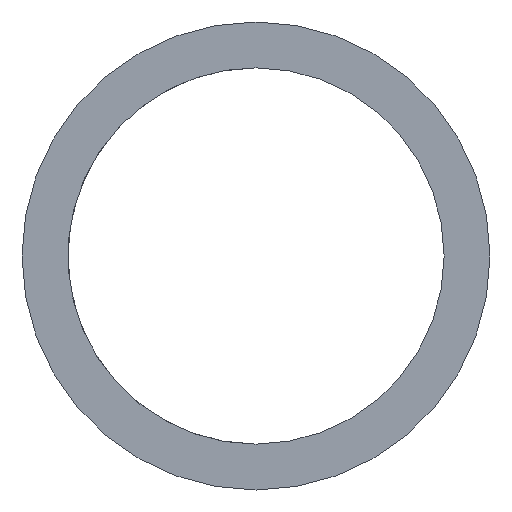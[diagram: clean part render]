
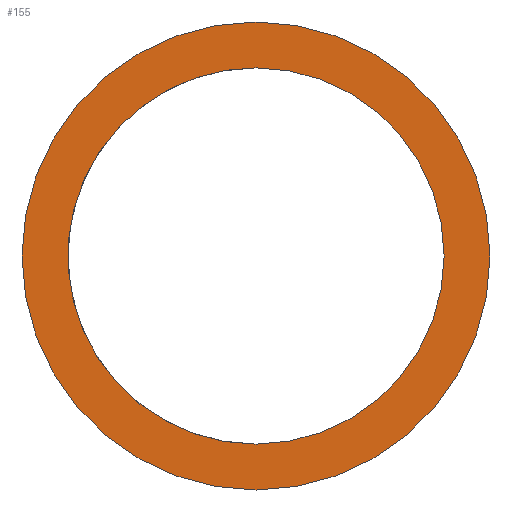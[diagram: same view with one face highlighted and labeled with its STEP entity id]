
A CAD part, front view. The second image highlights one B-rep face of the part: STEP entity #155.
In plain terms, the highlighted planar face has unit normal (0, -1, 0).
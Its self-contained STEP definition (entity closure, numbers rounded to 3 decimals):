
#118=AXIS2_PLACEMENT_3D('Circle Axis2P3D',#116,#117,$) ;
#131=AXIS2_PLACEMENT_3D('Plane Axis2P3D',#128,#129,#130) ;
#135=AXIS2_PLACEMENT_3D('Circle Axis2P3D',#133,#134,$) ;
#144=AXIS2_PLACEMENT_3D('Circle Axis2P3D',#142,#143,$) ;
#49=CARTESIAN_POINT('Vertex',(0.,0.,5.105)) ;
#53=CARTESIAN_POINT('Control Point',(0.,0.,-5.105)) ;
#54=CARTESIAN_POINT('Control Point',(-0.802,0.,-5.105)) ;
#55=CARTESIAN_POINT('Control Point',(-1.604,0.,-4.948)) ;
#56=CARTESIAN_POINT('Control Point',(-2.365,0.,-4.633)) ;
#57=CARTESIAN_POINT('Control Point',(-3.721,0.,-3.721)) ;
#58=CARTESIAN_POINT('Control Point',(-4.633,0.,-2.365)) ;
#59=CARTESIAN_POINT('Control Point',(-4.948,0.,-1.604)) ;
#60=CARTESIAN_POINT('Control Point',(-5.263,0.,0.)) ;
#61=CARTESIAN_POINT('Control Point',(-4.948,0.,1.604)) ;
#62=CARTESIAN_POINT('Control Point',(-4.633,0.,2.365)) ;
#63=CARTESIAN_POINT('Control Point',(-3.721,0.,3.721)) ;
#64=CARTESIAN_POINT('Control Point',(-2.365,0.,4.633)) ;
#65=CARTESIAN_POINT('Control Point',(-1.604,0.,4.948)) ;
#66=CARTESIAN_POINT('Control Point',(-0.802,0.,5.105)) ;
#67=CARTESIAN_POINT('Control Point',(0.,0.,5.105)) ;
#68=CARTESIAN_POINT('Vertex',(0.,0.,-5.105)) ;
#116=CARTESIAN_POINT('Axis2P3D Location',(0.,0.,0.)) ;
#128=CARTESIAN_POINT('Axis2P3D Location',(0.,0.,0.)) ;
#133=CARTESIAN_POINT('Axis2P3D Location',(0.,0.,0.)) ;
#137=CARTESIAN_POINT('Vertex',(0.,0.,-6.35)) ;
#139=CARTESIAN_POINT('Vertex',(0.,0.,6.35)) ;
#142=CARTESIAN_POINT('Axis2P3D Location',(0.,0.,0.)) ;
#117=DIRECTION('Axis2P3D Direction',(0.,-1.,-0.)) ;
#129=DIRECTION('Axis2P3D Direction',(0.,1.,0.)) ;
#130=DIRECTION('Axis2P3D XDirection',(0.,0.,1.)) ;
#134=DIRECTION('Axis2P3D Direction',(0.,1.,0.)) ;
#143=DIRECTION('Axis2P3D Direction',(0.,1.,0.)) ;
#148=ORIENTED_EDGE('',*,*,#141,.F.) ;
#149=ORIENTED_EDGE('',*,*,#146,.F.) ;
#152=ORIENTED_EDGE('',*,*,#70,.T.) ;
#153=ORIENTED_EDGE('',*,*,#120,.T.) ;
#154=FACE_BOUND('',#151,.T.) ;
#155=ADVANCED_FACE('Boss-Extrude1',(#150,#154),#132,.F.) ;
#52=B_SPLINE_CURVE_WITH_KNOTS('',5,(#53,#54,#55,#56,#57,#58,#59,#60,#61,#62,#63,#64,#65,#66,#67),.UNSPECIFIED.,.F.,.U.,(6,3,3,3,6),(-8.02,-4.01,0.,4.01,8.02),.UNSPECIFIED.) ;
#119=CIRCLE('generated circle',#118,5.105) ;
#136=CIRCLE('generated circle',#135,6.35) ;
#145=CIRCLE('generated circle',#144,6.35) ;
#70=EDGE_CURVE('',#69,#50,#52,.T.) ;
#120=EDGE_CURVE('',#50,#69,#119,.F.) ;
#141=EDGE_CURVE('',#138,#140,#136,.T.) ;
#146=EDGE_CURVE('',#140,#138,#145,.T.) ;
#147=EDGE_LOOP('',(#148,#149)) ;
#151=EDGE_LOOP('',(#152,#153)) ;
#150=FACE_OUTER_BOUND('',#147,.T.) ;
#132=PLANE('',#131) ;
#50=VERTEX_POINT('',#49) ;
#69=VERTEX_POINT('',#68) ;
#138=VERTEX_POINT('',#137) ;
#140=VERTEX_POINT('',#139) ;
